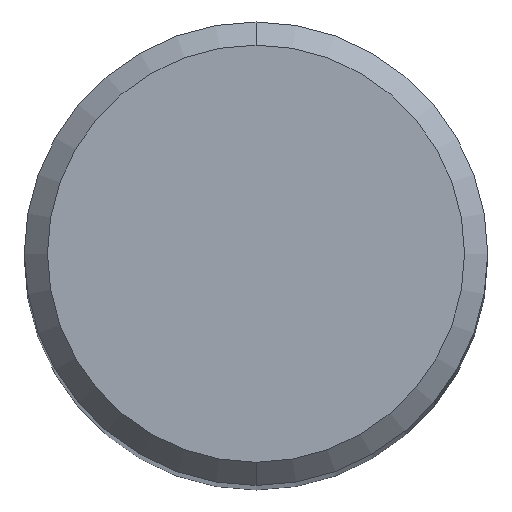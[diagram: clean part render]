
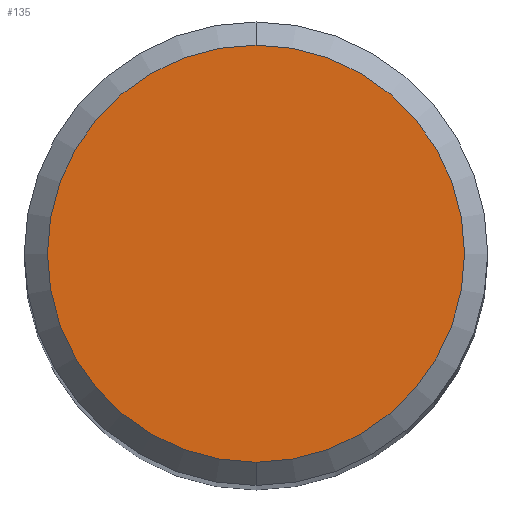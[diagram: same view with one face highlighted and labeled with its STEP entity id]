
A CAD part, top view. The second image highlights one B-rep face of the part: STEP entity #135.
In plain terms, the highlighted planar face has unit normal (0, 0, 1).
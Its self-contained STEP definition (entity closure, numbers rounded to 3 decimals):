
#115=VERTEX_POINT('',#269);
#135=ADVANCED_FACE('',(#290),#291,.T.);
#141=VERTEX_POINT('',#298);
#147=EDGE_CURVE('',#115,#141,#304,.T.);
#199=EDGE_CURVE('',#141,#115,#361,.T.);
#269=CARTESIAN_POINT('',(0.,-3.6,0.0));
#290=FACE_OUTER_BOUND('',#464,.T.);
#291=PLANE('',#465);
#298=CARTESIAN_POINT('',(0.0,3.6,0.0));
#304=CIRCLE('',#483,3.6);
#361=CIRCLE('',#556,3.6);
#464=EDGE_LOOP('',(#649,#650));
#465=AXIS2_PLACEMENT_3D('',#651,#652,#653);
#483=AXIS2_PLACEMENT_3D('',#669,#670,#671);
#556=AXIS2_PLACEMENT_3D('',#731,#732,#733);
#649=ORIENTED_EDGE('',*,*,#199,.F.);
#650=ORIENTED_EDGE('',*,*,#147,.F.);
#651=CARTESIAN_POINT('',(0.0,1.8,0.0));
#652=DIRECTION('',(-0.0,0.0,1.0));
#653=DIRECTION('',(0.0,-1.0,0.0));
#669=CARTESIAN_POINT('',(0.0,0.0,0.0));
#670=DIRECTION('',(0.0,0.0,-1.0));
#671=DIRECTION('',(0.0,1.0,0.0));
#731=CARTESIAN_POINT('',(0.0,0.0,0.0));
#732=DIRECTION('',(0.0,0.0,-1.0));
#733=DIRECTION('',(0.0,1.0,0.0));
